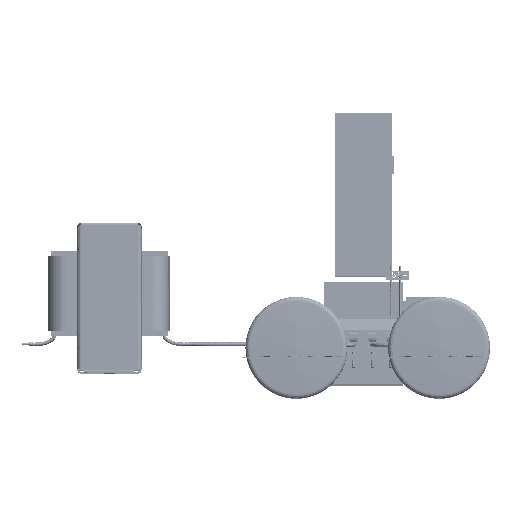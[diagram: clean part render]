
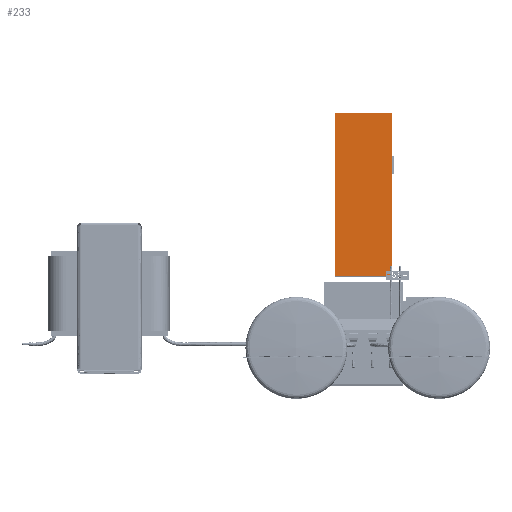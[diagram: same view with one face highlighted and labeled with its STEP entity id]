
A CAD part, top view. The second image highlights one B-rep face of the part: STEP entity #233.
In plain terms, the highlighted free-form (B-spline) face has degree [1, 1] with [2, 2] control points.
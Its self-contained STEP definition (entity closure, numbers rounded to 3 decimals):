
#233 = ADVANCED_FACE('',(#234),#264,.T.);
#234 = FACE_BOUND('',#235,.T.);
#235 = EDGE_LOOP('',(#236,#245,#252,#259));
#236 = ORIENTED_EDGE('',*,*,#237,.T.);
#237 = EDGE_CURVE('',#238,#240,#242,.T.);
#238 = VERTEX_POINT('',#239);
#239 = CARTESIAN_POINT('',(27.189,95.094,
    -250.748));
#240 = VERTEX_POINT('',#241);
#241 = CARTESIAN_POINT('',(5.211,95.094,
    -250.748));
#242 = B_SPLINE_CURVE_WITH_KNOTS('',1,(#243,#244),.UNSPECIFIED.,.F.,.F.,
  (2,2),(-8.,8.),.PIECEWISE_BEZIER_KNOTS.);
#243 = CARTESIAN_POINT('',(27.189,95.094,
    -250.748));
#244 = CARTESIAN_POINT('',(5.211,95.094,
    -250.748));
#245 = ORIENTED_EDGE('',*,*,#246,.F.);
#246 = EDGE_CURVE('',#247,#240,#249,.T.);
#247 = VERTEX_POINT('',#248);
#248 = CARTESIAN_POINT('',(5.211,32.279,
    -250.748));
#249 = B_SPLINE_CURVE_WITH_KNOTS('',1,(#250,#251),.UNSPECIFIED.,.F.,.F.,
  (2,2),(0.,45.73),.PIECEWISE_BEZIER_KNOTS.);
#250 = CARTESIAN_POINT('',(5.211,32.279,
    -250.748));
#251 = CARTESIAN_POINT('',(5.211,95.094,
    -250.748));
#252 = ORIENTED_EDGE('',*,*,#253,.F.);
#253 = EDGE_CURVE('',#254,#247,#256,.T.);
#254 = VERTEX_POINT('',#255);
#255 = CARTESIAN_POINT('',(27.189,32.279,
    -250.748));
#256 = B_SPLINE_CURVE_WITH_KNOTS('',1,(#257,#258),.UNSPECIFIED.,.F.,.F.,
  (2,2),(-8.,8.),.PIECEWISE_BEZIER_KNOTS.);
#257 = CARTESIAN_POINT('',(27.189,32.279,
    -250.748));
#258 = CARTESIAN_POINT('',(5.211,32.279,
    -250.748));
#259 = ORIENTED_EDGE('',*,*,#260,.F.);
#260 = EDGE_CURVE('',#238,#254,#261,.T.);
#261 = B_SPLINE_CURVE_WITH_KNOTS('',1,(#262,#263),.UNSPECIFIED.,.F.,.F.,
  (2,2),(-45.73,-0.),.PIECEWISE_BEZIER_KNOTS.);
#262 = CARTESIAN_POINT('',(27.189,95.094,
    -250.748));
#263 = CARTESIAN_POINT('',(27.189,32.279,
    -250.748));
#264 = B_SPLINE_SURFACE_WITH_KNOTS('',1,1,(
    (#265,#266)
    ,(#267,#268
    )),.UNSPECIFIED.,.F.,.F.,.F.,(2,2),(2,2),(-8.,8.),(
    0.,45.73),.PIECEWISE_BEZIER_KNOTS.);
#265 = CARTESIAN_POINT('',(5.211,32.279,
    -250.748));
#266 = CARTESIAN_POINT('',(5.211,95.094,
    -250.748));
#267 = CARTESIAN_POINT('',(27.189,32.279,
    -250.748));
#268 = CARTESIAN_POINT('',(27.189,95.094,
    -250.748));
